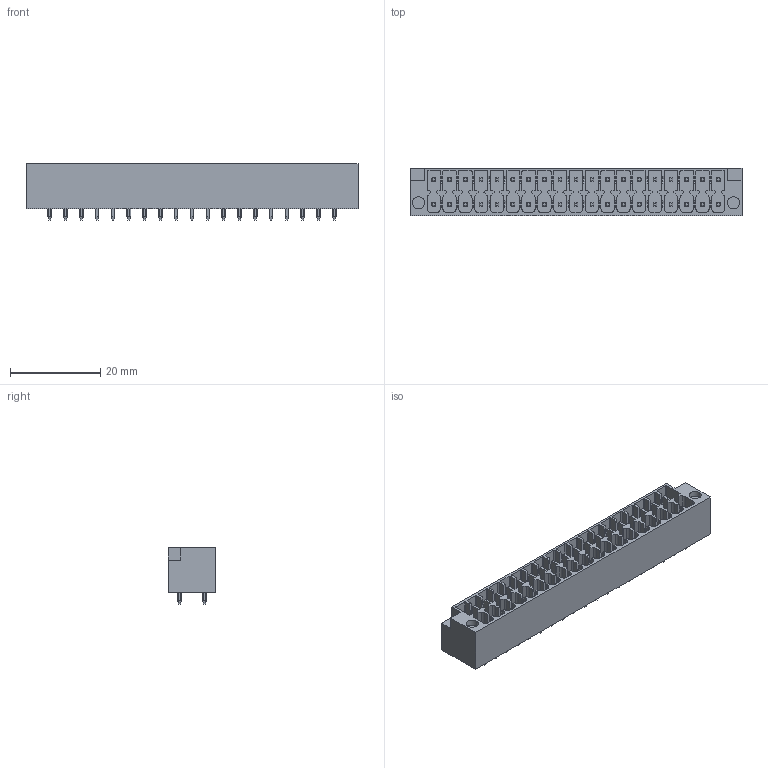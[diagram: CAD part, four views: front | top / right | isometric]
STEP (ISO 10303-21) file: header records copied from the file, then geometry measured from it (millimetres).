
FILE_DESCRIPTION((''),'2;1');
FILE_NAME('TLPHDW-010V','2024-09-18T10:37:51',('tluser'),(''),'CREO PARAMETRIC BY PTC INC, 2018100','CREO PARAMETRIC BY PTC INC, 2018100','');
FILE_SCHEMA(('CONFIG_CONTROL_DESIGN'));
Length unit declared in the file: millimetre
Products named in the file (1): TLPHDW-010V
Bounding box: 73.5 x 10.6 x 12.6 mm (x, y, z)
Volume: 5094.7 mm3; surface area: 6482.1 mm2
Topology: 1 solids, 1 shells, 1675 faces, 4782 edges, 3188 vertices
Faces by surface type: plane 1071, cylinder 604
Entity records: 54852 total; most frequent: CARTESIAN_POINT 11355, ORIENTED_EDGE 9564, DIRECTION 8428, EDGE_CURVE 4782, VECTOR 3270, LINE 3270, VERTEX_POINT 3188, AXIS2_PLACEMENT_3D 2579
